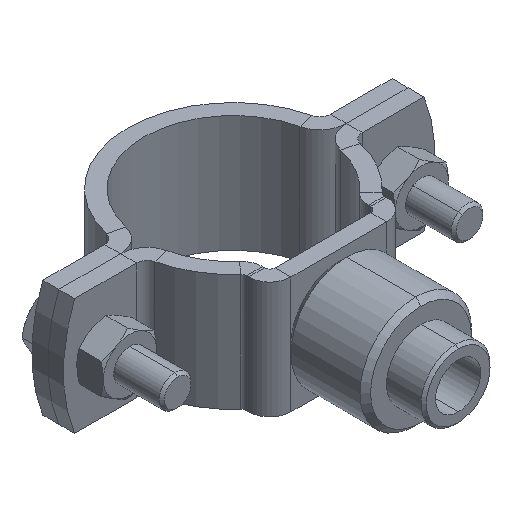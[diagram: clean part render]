
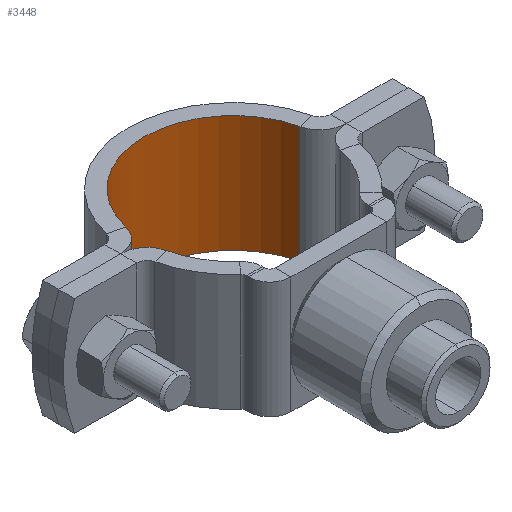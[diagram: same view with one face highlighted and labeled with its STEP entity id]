
A CAD part, isometric view. The second image highlights one B-rep face of the part: STEP entity #3448.
In plain terms, the highlighted cylindrical face has radius 16.85 mm (diameter 33.7 mm), a partial arc.
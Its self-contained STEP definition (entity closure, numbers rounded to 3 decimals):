
#164 = VERTEX_POINT ( 'NONE', #2842 ) ;
#171 = EDGE_CURVE ( 'NONE', #164, #3586, #3525, .T. ) ;
#183 = CARTESIAN_POINT ( 'NONE',  ( 0., 0., -11. ) ) ;
#191 = DIRECTION ( 'NONE',  ( 1., 0., 0. ) ) ;
#213 = DIRECTION ( 'NONE',  ( 0., 0., -1. ) ) ;
#218 = CARTESIAN_POINT ( 'NONE',  ( 0., 0., 11. ) ) ;
#333 = EDGE_CURVE ( 'NONE', #2168, #3586, #2662, .T. ) ;
#558 = CARTESIAN_POINT ( 'NONE',  ( 0., 0., 11. ) ) ;
#705 = ORIENTED_EDGE ( 'NONE', *, *, #1205, .T. ) ;
#821 = CYLINDRICAL_SURFACE ( 'NONE', #2654, 16.85 ) ;
#987 = VECTOR ( 'NONE', #2477, 1000. ) ;
#1018 = LINE ( 'NONE', #3394, #4455 ) ;
#1143 = CARTESIAN_POINT ( 'NONE',  ( 16.403, 3.856, -11. ) ) ;
#1177 = EDGE_LOOP ( 'NONE', ( #4135, #1955, #705, #1636 ) ) ;
#1205 = EDGE_CURVE ( 'NONE', #1688, #164, #1502, .T. ) ;
#1502 = CIRCLE ( 'NONE', #3690, 16.85 ) ;
#1636 = ORIENTED_EDGE ( 'NONE', *, *, #171, .T. ) ;
#1688 = VERTEX_POINT ( 'NONE', #2089 ) ;
#1708 = CARTESIAN_POINT ( 'NONE',  ( -16.403, 3.856, -11. ) ) ;
#1887 = DIRECTION ( 'NONE',  ( -1., 0., 0. ) ) ;
#1897 = EDGE_CURVE ( 'NONE', #1688, #2168, #1018, .T. ) ;
#1955 = ORIENTED_EDGE ( 'NONE', *, *, #1897, .F. ) ;
#2089 = CARTESIAN_POINT ( 'NONE',  ( 16.403, 3.856, 11. ) ) ;
#2168 = VERTEX_POINT ( 'NONE', #1143 ) ;
#2477 = DIRECTION ( 'NONE',  ( 0., 0., -1. ) ) ;
#2654 = AXIS2_PLACEMENT_3D ( 'NONE', #558, #213, #191 ) ;
#2661 = DIRECTION ( 'NONE',  ( 0., 0., -1. ) ) ;
#2662 = CIRCLE ( 'NONE', #3240, 16.85 ) ;
#2779 = CARTESIAN_POINT ( 'NONE',  ( -16.403, 3.856, 11. ) ) ;
#2842 = CARTESIAN_POINT ( 'NONE',  ( -16.403, 3.856, 11. ) ) ;
#3240 = AXIS2_PLACEMENT_3D ( 'NONE', #183, #4340, #1887 ) ;
#3355 = FACE_OUTER_BOUND ( 'NONE', #1177, .T. ) ;
#3394 = CARTESIAN_POINT ( 'NONE',  ( 16.403, 3.856, 11. ) ) ;
#3448 = ADVANCED_FACE ( 'NONE', ( #3355 ), #821, .F. ) ;
#3525 = LINE ( 'NONE', #2779, #987 ) ;
#3586 = VERTEX_POINT ( 'NONE', #1708 ) ;
#3690 = AXIS2_PLACEMENT_3D ( 'NONE', #218, #4428, #4041 ) ;
#4041 = DIRECTION ( 'NONE',  ( -1., 0., 0. ) ) ;
#4135 = ORIENTED_EDGE ( 'NONE', *, *, #333, .F. ) ;
#4340 = DIRECTION ( 'NONE',  ( 0., 0., 1. ) ) ;
#4428 = DIRECTION ( 'NONE',  ( 0., 0., 1. ) ) ;
#4455 = VECTOR ( 'NONE', #2661, 1000. ) ;
